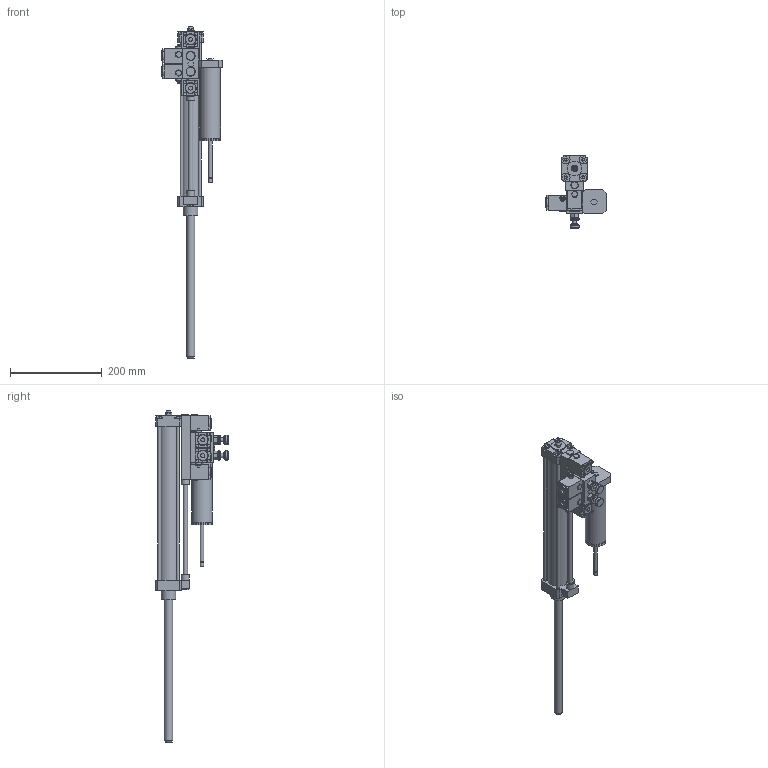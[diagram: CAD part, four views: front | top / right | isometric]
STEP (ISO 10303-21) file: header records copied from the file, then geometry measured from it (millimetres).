
FILE_DESCRIPTION((''),'2;1');
FILE_NAME('1400_40_0300_03_06.iam.stp','2009-04-23T11:22:41',(''),(''),'Autodesk Inventor 2009','Autodesk Inventor 2009','');
FILE_SCHEMA(('AUTOMOTIVE_DESIGN { 1 0 10303 214 1 1 1 1 }'));
Length unit declared in the file: millimetre
Products named in the file (10): 1400_40_0300_03_06; 1400400300D; STELO  C 300; REGOLATORE DR 1; REGOLATORE DR 2; VAL SK NA SX; VAL SK NA DX; VAL ST NA ; CORPO DR DSTOP  C300; BASE DOPPIO STOP
Assembly tree (10 placements, depth 2):
  1400_40_0300_03_06
    1400400300D
    STELO  C 300
    REGOLATORE DR 1
    REGOLATORE DR 2
    VAL SK NA SX
    VAL SK NA DX
    VAL ST NA   x2
    CORPO DR DSTOP  C300
    BASE DOPPIO STOP
Bounding box: 131 x 157 x 722 mm (x, y, z)
Volume: 1554696 mm3; surface area: 233656.6 mm2
Topology: 10 solids, 10 shells, 392 faces, 867 edges, 552 vertices
Faces by surface type: plane 247, cylinder 59, bspline 57, cone 29
Full cylindrical faces by diameter (mm): 2 x3, 6 x6, 7 x8, 8 x2, 9 x2, 10 x1, 12 x2, 14 x2, 16 x2, 17 x1, 18 x4, 20 x4, 24 x4, 32 x2, 41 x1, 45 x3
Entity records: 10353 total; most frequent: CARTESIAN_POINT 2264, DIRECTION 1524, ORIENTED_EDGE 1382, EDGE_CURVE 691, AXIS2_PLACEMENT_3D 551, EDGE_LOOP 518, VERTEX_POINT 497, VECTOR 422
